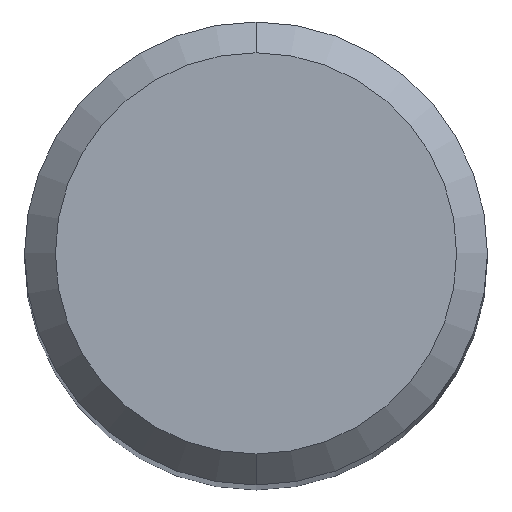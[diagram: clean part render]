
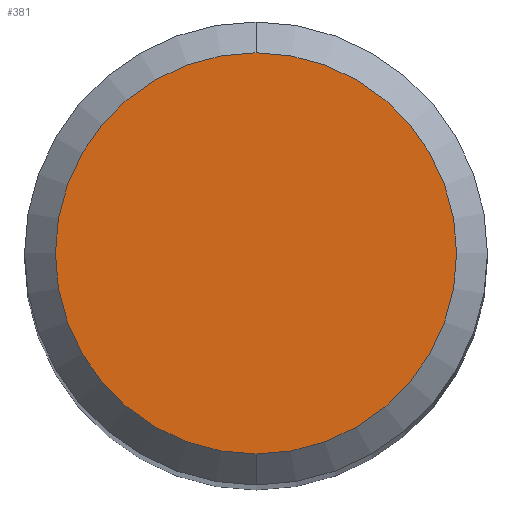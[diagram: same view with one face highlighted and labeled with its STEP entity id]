
A CAD part, top view. The second image highlights one B-rep face of the part: STEP entity #381.
In plain terms, the highlighted planar face has unit normal (0, 0, 1).
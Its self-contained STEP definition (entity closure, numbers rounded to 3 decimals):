
#191=VERTEX_POINT('',#508);
#231=EDGE_CURVE('',#191,#475,#552,.T.);
#299=EDGE_CURVE('',#475,#191,#626,.T.);
#381=ADVANCED_FACE('',(#716),#717,.T.);
#475=VERTEX_POINT('',#821);
#508=CARTESIAN_POINT('',(0.0,2.6,0.0));
#552=CIRCLE('',#964,2.6);
#626=CIRCLE('',#1095,2.6);
#716=FACE_OUTER_BOUND('',#1264,.T.);
#717=PLANE('',#1265);
#821=CARTESIAN_POINT('',(0.,-2.6,0.0));
#964=AXIS2_PLACEMENT_3D('',#1555,#1556,#1557);
#1095=AXIS2_PLACEMENT_3D('',#1626,#1627,#1628);
#1264=EDGE_LOOP('',(#1737,#1738));
#1265=AXIS2_PLACEMENT_3D('',#1739,#1740,#1741);
#1555=CARTESIAN_POINT('',(0.0,0.0,0.0));
#1556=DIRECTION('',(0.0,0.0,-1.0));
#1557=DIRECTION('',(0.0,1.0,0.0));
#1626=CARTESIAN_POINT('',(0.0,0.0,0.0));
#1627=DIRECTION('',(0.0,0.0,-1.0));
#1628=DIRECTION('',(0.0,1.0,0.0));
#1737=ORIENTED_EDGE('',*,*,#231,.F.);
#1738=ORIENTED_EDGE('',*,*,#299,.F.);
#1739=CARTESIAN_POINT('',(0.0,1.3,0.0));
#1740=DIRECTION('',(-0.0,0.0,1.0));
#1741=DIRECTION('',(0.0,-1.0,0.0));
